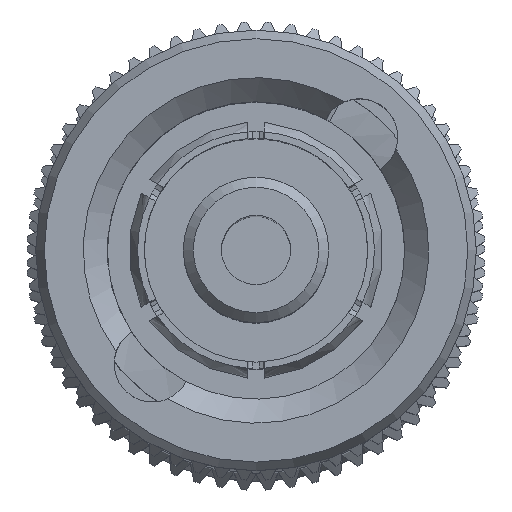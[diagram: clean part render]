
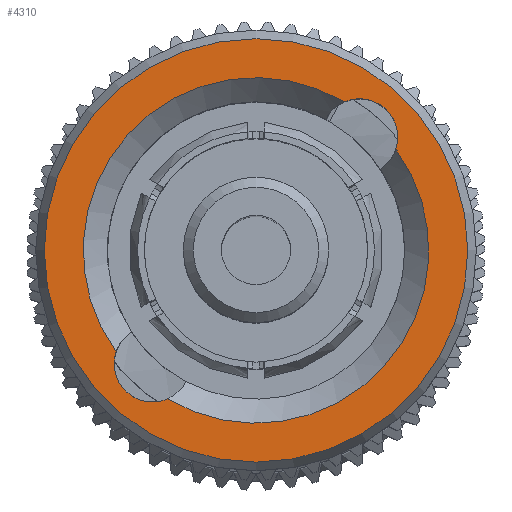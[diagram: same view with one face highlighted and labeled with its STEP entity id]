
A CAD part, top view. The second image highlights one B-rep face of the part: STEP entity #4310.
In plain terms, the highlighted face is planar.
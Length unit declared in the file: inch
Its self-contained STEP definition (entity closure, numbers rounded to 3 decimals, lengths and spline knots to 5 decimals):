
#341 = DIRECTION ( 'NONE',  ( 1., 0., 0. ) ) ;
#935 = DIRECTION ( 'NONE',  ( 1., 0., 0. ) ) ;
#1834 = EDGE_CURVE ( 'NONE', #5817, #5817, #5460, .T. ) ;
#1853 = CARTESIAN_POINT ( 'NONE',  ( 0.33873, 0.1847, 0.10993 ) ) ;
#1857 = CARTESIAN_POINT ( 'NONE',  ( 0.33873, 0., -0.26339 ) ) ;
#3037 = CARTESIAN_POINT ( 'NONE',  ( 0.33873, 0., 0. ) ) ;
#3171 = EDGE_LOOP ( 'NONE', ( #7702, #13289, #7276, #5005 ) ) ;
#3500 = AXIS2_PLACEMENT_3D ( 'NONE', #10439, #341, #11591 ) ;
#3565 = CIRCLE ( 'NONE', #9704, 0.04758 ) ;
#4099 = DIRECTION ( 'NONE',  ( 1., 0., 0. ) ) ;
#4150 = DIRECTION ( 'NONE',  ( 1., 0., 0. ) ) ;
#4310 = ADVANCED_FACE ( 'NONE', ( #12926, #13995 ), #10807, .F. ) ;
#4555 = AXIS2_PLACEMENT_3D ( 'NONE', #14257, #9771, #9822 ) ;
#5005 = ORIENTED_EDGE ( 'NONE', *, *, #8559, .T. ) ;
#5234 = CARTESIAN_POINT ( 'NONE',  ( 0.33873, 0.1262, 0.174 ) ) ;
#5298 = CARTESIAN_POINT ( 'NONE',  ( 0.33873, 0., -0.26339 ) ) ;
#5341 = DIRECTION ( 'NONE',  ( 0., 0., -1. ) ) ;
#5460 = CIRCLE ( 'NONE', #4555, 0.26339 ) ;
#5464 = CARTESIAN_POINT ( 'NONE',  ( 0.33873, -0.1262, -0.174 ) ) ;
#5586 = CARTESIAN_POINT ( 'NONE',  ( 0.33873, -0.1847, -0.10993 ) ) ;
#5817 = VERTEX_POINT ( 'NONE', #5298 ) ;
#6412 = CARTESIAN_POINT ( 'NONE',  ( 0.33873, -0.14101, -0.12878 ) ) ;
#6481 = DIRECTION ( 'NONE',  ( 0., 0., -1. ) ) ;
#6740 = VERTEX_POINT ( 'NONE', #1853 ) ;
#7276 = ORIENTED_EDGE ( 'NONE', *, *, #8436, .T. ) ;
#7537 = AXIS2_PLACEMENT_3D ( 'NONE', #3037, #4150, #11959 ) ;
#7702 = ORIENTED_EDGE ( 'NONE', *, *, #9896, .T. ) ;
#8436 = EDGE_CURVE ( 'NONE', #12606, #6740, #10399, .T. ) ;
#8559 = EDGE_CURVE ( 'NONE', #6740, #11523, #3565, .T. ) ;
#8871 = ORIENTED_EDGE ( 'NONE', *, *, #1834, .F. ) ;
#8892 = CARTESIAN_POINT ( 'NONE',  ( 0.33873, 0.14101, 0.12878 ) ) ;
#9704 = AXIS2_PLACEMENT_3D ( 'NONE', #8892, #935, #6481 ) ;
#9771 = DIRECTION ( 'NONE',  ( 1., 0., 0. ) ) ;
#9822 = DIRECTION ( 'NONE',  ( 0., 0., -1. ) ) ;
#9896 = EDGE_CURVE ( 'NONE', #11523, #13216, #13858, .T. ) ;
#10399 = CIRCLE ( 'NONE', #3500, 0.21494 ) ;
#10439 = CARTESIAN_POINT ( 'NONE',  ( 0.33873, 0., 0. ) ) ;
#10807 = PLANE ( 'NONE',  #14531 ) ;
#11523 = VERTEX_POINT ( 'NONE', #5234 ) ;
#11591 = DIRECTION ( 'NONE',  ( 0., 0., -1. ) ) ;
#11901 = DIRECTION ( 'NONE',  ( 0., 0., -1. ) ) ;
#11935 = EDGE_CURVE ( 'NONE', #13216, #12606, #13390, .T. ) ;
#11959 = DIRECTION ( 'NONE',  ( 0., 0., -1. ) ) ;
#12041 = DIRECTION ( 'NONE',  ( 1., 0., 0. ) ) ;
#12606 = VERTEX_POINT ( 'NONE', #5464 ) ;
#12713 = EDGE_LOOP ( 'NONE', ( #8871 ) ) ;
#12926 = FACE_BOUND ( 'NONE', #3171, .T. ) ;
#13216 = VERTEX_POINT ( 'NONE', #5586 ) ;
#13289 = ORIENTED_EDGE ( 'NONE', *, *, #11935, .T. ) ;
#13371 = AXIS2_PLACEMENT_3D ( 'NONE', #6412, #12041, #5341 ) ;
#13390 = CIRCLE ( 'NONE', #13371, 0.04758 ) ;
#13858 = CIRCLE ( 'NONE', #7537, 0.21494 ) ;
#13995 = FACE_OUTER_BOUND ( 'NONE', #12713, .T. ) ;
#14257 = CARTESIAN_POINT ( 'NONE',  ( 0.33873, 0., 0. ) ) ;
#14531 = AXIS2_PLACEMENT_3D ( 'NONE', #1857, #4099, #11901 ) ;
